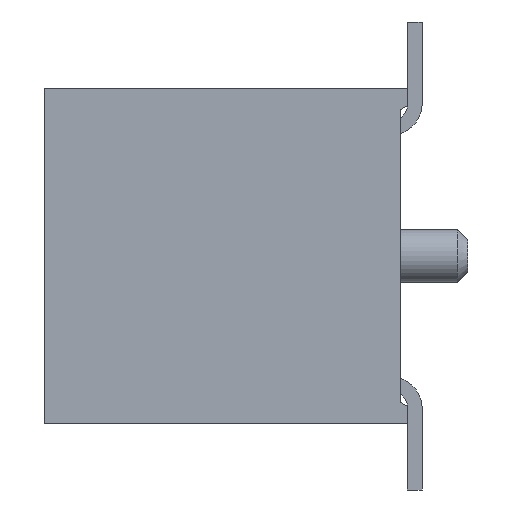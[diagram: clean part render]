
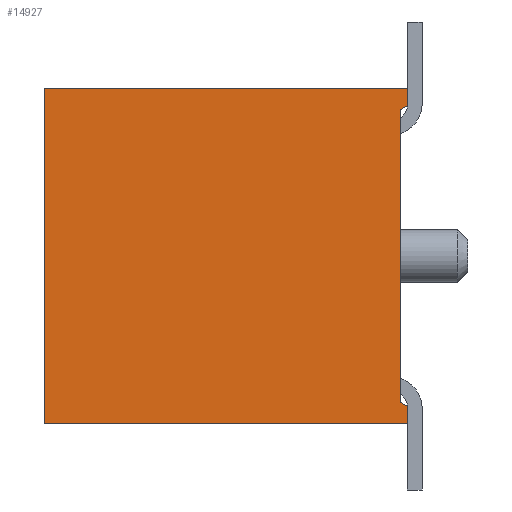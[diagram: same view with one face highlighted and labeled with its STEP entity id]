
A CAD part, left-side view. The second image highlights one B-rep face of the part: STEP entity #14927.
In plain terms, the highlighted planar face has unit normal (-1, 0, 0).
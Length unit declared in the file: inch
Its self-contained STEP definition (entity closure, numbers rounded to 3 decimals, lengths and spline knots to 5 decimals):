
#35 = DIRECTION ( 'NONE',  ( 0., 0.866, -0.5 ) ) ;
#36 = VECTOR ( 'NONE', #35, 39.37008 ) ;
#37 = CARTESIAN_POINT ( 'NONE',  ( -0.35433, -0.085, 0.0704 ) ) ;
#72 = LINE ( 'NONE', #37, #36 ) ;
#227 = CARTESIAN_POINT ( 'NONE',  ( -0.35433, -0.085, -0.0704 ) ) ;
#233 = CARTESIAN_POINT ( 'NONE',  ( -0.35433, -0.085, 0.0704 ) ) ;
#242 = DIRECTION ( 'NONE',  ( 0., -0.866, -0.5 ) ) ;
#243 = VECTOR ( 'NONE', #242, 39.37008 ) ;
#244 = CARTESIAN_POINT ( 'NONE',  ( -0.35433, -0.0817, -0.06849 ) ) ;
#245 = LINE ( 'NONE', #244, #243 ) ;
#1697 = CARTESIAN_POINT ( 'NONE',  ( -0.35433, -0.085, 0.0785 ) ) ;
#1738 = DIRECTION ( 'NONE',  ( 0., 0., 1. ) ) ;
#1739 = VECTOR ( 'NONE', #1738, 39.37008 ) ;
#1776 = CARTESIAN_POINT ( 'NONE',  ( -0.35433, -0.085, -0.0785 ) ) ;
#1777 = LINE ( 'NONE', #1776, #1739 ) ;
#3174 = DIRECTION ( 'NONE',  ( 0., 0., 1. ) ) ;
#3175 = VECTOR ( 'NONE', #3174, 39.37008 ) ;
#3179 = LINE ( 'NONE', #3295, #3175 ) ;
#3195 = CARTESIAN_POINT ( 'NONE',  ( -0.35433, -0.085, -0.0785 ) ) ;
#3295 = CARTESIAN_POINT ( 'NONE',  ( -0.35433, -0.085, -0.0785 ) ) ;
#6546 = DIRECTION ( 'NONE',  ( 0., 0., -1. ) ) ;
#6547 = DIRECTION ( 'NONE',  ( 1., 0., 0. ) ) ;
#6548 = CARTESIAN_POINT ( 'NONE',  ( -0.35433, 0.085, -0.0785 ) ) ;
#6549 = LINE ( 'NONE', #6606, #6605 ) ;
#6553 = FACE_OUTER_BOUND ( 'NONE', #14957, .T. ) ;
#6595 = PLANE ( 'NONE',  #6626 ) ;
#6604 = DIRECTION ( 'NONE',  ( 0., -1., 0. ) ) ;
#6605 = VECTOR ( 'NONE', #6604, 39.37008 ) ;
#6606 = CARTESIAN_POINT ( 'NONE',  ( -0.35433, 0.085, -0.0785 ) ) ;
#6626 = AXIS2_PLACEMENT_3D ( 'NONE', #6548, #6547, #6546 ) ;
#6800 = CARTESIAN_POINT ( 'NONE',  ( -0.35433, 0.085, -0.0785 ) ) ;
#6838 = CARTESIAN_POINT ( 'NONE',  ( -0.35433, 0.085, 0.0785 ) ) ;
#7326 = DIRECTION ( 'NONE',  ( 0., 0., 1. ) ) ;
#7344 = VECTOR ( 'NONE', #7326, 39.37008 ) ;
#7345 = CARTESIAN_POINT ( 'NONE',  ( -0.35433, 0.085, -0.0785 ) ) ;
#7346 = LINE ( 'NONE', #7345, #7344 ) ;
#8276 = DIRECTION ( 'NONE',  ( 0., -1., 0. ) ) ;
#8277 = VECTOR ( 'NONE', #8276, 39.37008 ) ;
#8278 = CARTESIAN_POINT ( 'NONE',  ( -0.35433, 0.085, 0.0785 ) ) ;
#8288 = LINE ( 'NONE', #8278, #8277 ) ;
#9328 = CARTESIAN_POINT ( 'NONE',  ( -0.35433, -0.0817, 0.06849 ) ) ;
#9369 = CARTESIAN_POINT ( 'NONE',  ( -0.35433, -0.0817, -0.06849 ) ) ;
#9615 = DIRECTION ( 'NONE',  ( 0., 0., -1. ) ) ;
#9616 = VECTOR ( 'NONE', #9615, 39.37008 ) ;
#9618 = CARTESIAN_POINT ( 'NONE',  ( -0.35433, -0.0817, 0.06849 ) ) ;
#9619 = LINE ( 'NONE', #9618, #9616 ) ;
#12824 = EDGE_CURVE ( 'NONE', #12848, #15965, #72, .T. ) ;
#12848 = VERTEX_POINT ( 'NONE', #233 ) ;
#12868 = EDGE_CURVE ( 'NONE', #15968, #12869, #245, .T. ) ;
#12869 = VERTEX_POINT ( 'NONE', #227 ) ;
#13337 = EDGE_CURVE ( 'NONE', #12848, #13358, #1777, .T. ) ;
#13358 = VERTEX_POINT ( 'NONE', #1697 ) ;
#13777 = EDGE_CURVE ( 'NONE', #13780, #12869, #3179, .T. ) ;
#13780 = VERTEX_POINT ( 'NONE', #3195 ) ;
#14926 = ORIENTED_EDGE ( 'NONE', *, *, #12868, .F. ) ;
#14927 = ADVANCED_FACE ( 'NONE', ( #6553 ), #6595, .F. ) ;
#14928 = ORIENTED_EDGE ( 'NONE', *, *, #13337, .T. ) ;
#14929 = ORIENTED_EDGE ( 'NONE', *, *, #16048, .F. ) ;
#14930 = ORIENTED_EDGE ( 'NONE', *, *, #15114, .F. ) ;
#14931 = ORIENTED_EDGE ( 'NONE', *, *, #12824, .F. ) ;
#14937 = EDGE_CURVE ( 'NONE', #15064, #13780, #6549, .T. ) ;
#14956 = ORIENTED_EDGE ( 'NONE', *, *, #13777, .T. ) ;
#14957 = EDGE_LOOP ( 'NONE', ( #14956, #14926, #14929, #14931, #14928, #15191, #14930, #15443 ) ) ;
#15064 = VERTEX_POINT ( 'NONE', #6800 ) ;
#15065 = VERTEX_POINT ( 'NONE', #6838 ) ;
#15114 = EDGE_CURVE ( 'NONE', #15064, #15065, #7346, .T. ) ;
#15191 = ORIENTED_EDGE ( 'NONE', *, *, #15430, .F. ) ;
#15430 = EDGE_CURVE ( 'NONE', #15065, #13358, #8288, .T. ) ;
#15443 = ORIENTED_EDGE ( 'NONE', *, *, #14937, .T. ) ;
#15965 = VERTEX_POINT ( 'NONE', #9328 ) ;
#15968 = VERTEX_POINT ( 'NONE', #9369 ) ;
#16048 = EDGE_CURVE ( 'NONE', #15965, #15968, #9619, .T. ) ;
